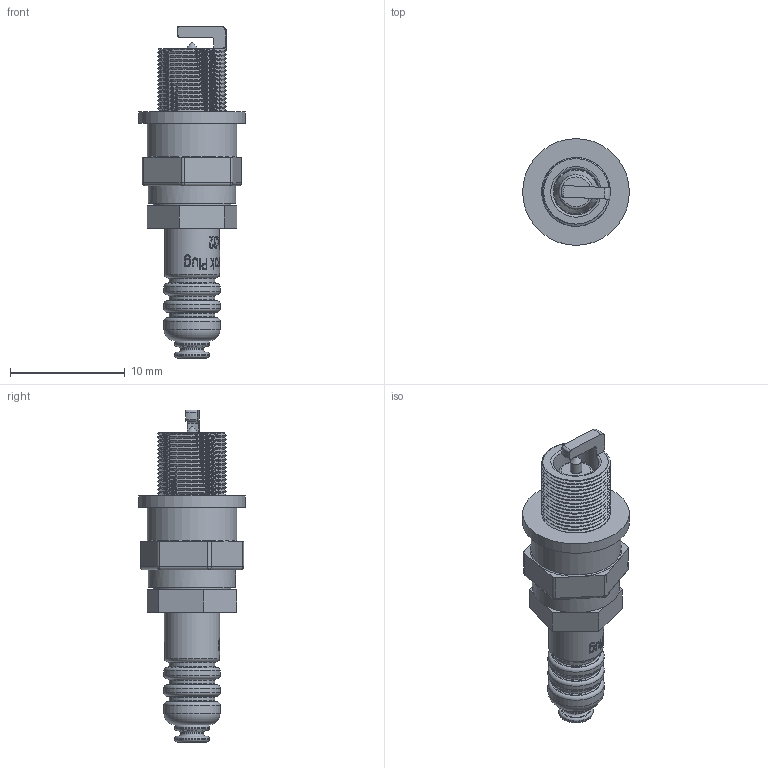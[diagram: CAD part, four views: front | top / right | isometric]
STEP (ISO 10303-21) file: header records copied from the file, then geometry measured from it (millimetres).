
FILE_DESCRIPTION(/* description */ (''),/* implementation_level */ '2;1');
FILE_NAME(/* name */ 'COTS-MISC_SparkPlug.step',/* time_stamp */ '2025-11-21T20:00:30-05:00',/* author */ (''),/* organization */ (''),/* preprocessor_version */ 'ST-DEVELOPER v20.1',/* originating_system */ 'Autodesk Translation Framework v14.21.0.0',/* authorisation */ '');
FILE_SCHEMA (('AUTOMOTIVE_DESIGN { 1 0 10303 214 3 1 1 }'));
Length unit declared in the file: millimetre
Products named in the file (7): COTS-MISC_SparkPlug; Base Candela; Rondella candela; Ceramica candela; Elettrodo candela; Raccordo fissaggio candela superiore; Anello di tenuta - 2
Assembly tree (6 placements, depth 2):
  COTS-MISC_SparkPlug
    Base Candela
    Rondella candela
    Ceramica candela
    Elettrodo candela
    Raccordo fissaggio candela superiore
    Anello di tenuta - 2
Bounding box: 9.3 x 9.3 x 28.96 mm (x, y, z)
Volume: 725.5 mm3; surface area: 1811.8 mm2
Topology: 6 solids, 6 shells, 264 faces, 809 edges, 592 vertices
Faces by surface type: cylinder 143, plane 66, torus 36, bspline 7, sphere 6, cone 6
Full cylindrical faces by diameter (mm): 1 x2, 1.6 x2, 2 x2, 3 x3, 4 x4, 4.8 x1, 4.86 x1, 4.9 x3, 5.2 x1, 5.621 x18, 5.872 x1, 6 x21, 6.421 x14, 6.8 x15, 7.6 x1, 7.8 x1, 9.3 x1
Entity records: 19721 total; most frequent: CARTESIAN_POINT 12501, ORIENTED_EDGE 1606, DIRECTION 1340, EDGE_CURVE 803, VERTEX_POINT 592, AXIS2_PLACEMENT_3D 546, EDGE_LOOP 315, CIRCLE 273
